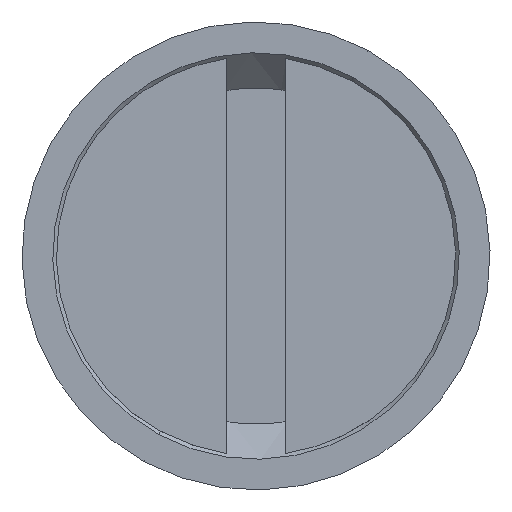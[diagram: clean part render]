
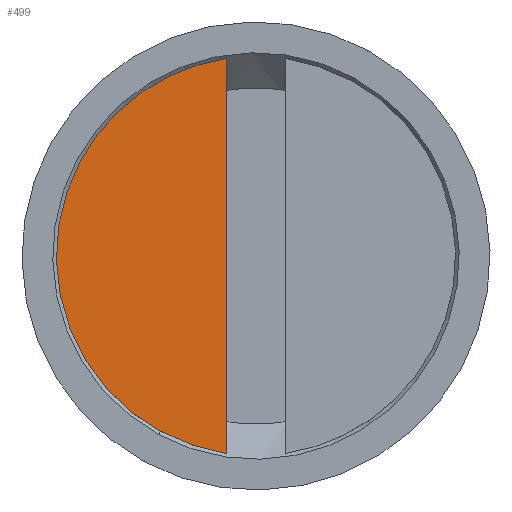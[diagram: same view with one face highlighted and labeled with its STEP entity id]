
A CAD part, top view. The second image highlights one B-rep face of the part: STEP entity #499.
In plain terms, the highlighted planar face has unit normal (0, 0, 1).
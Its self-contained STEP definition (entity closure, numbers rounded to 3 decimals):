
#338=AXIS2_PLACEMENT_3D('Circle Axis2P3D',#336,#337,$) ;
#480=AXIS2_PLACEMENT_3D('Plane Axis2P3D',#477,#478,#479) ;
#491=AXIS2_PLACEMENT_3D('Circle Axis2P3D',#489,#490,$) ;
#336=CARTESIAN_POINT('Axis2P3D Location',(3.224,3.224,6.)) ;
#340=CARTESIAN_POINT('Vertex',(2.824,0.504,6.)) ;
#342=CARTESIAN_POINT('Vertex',(0.811,4.543,6.)) ;
#477=CARTESIAN_POINT('Axis2P3D Location',(3.224,3.224,6.)) ;
#482=CARTESIAN_POINT('Line Origine',(2.824,3.224,6.)) ;
#486=CARTESIAN_POINT('Vertex',(2.824,5.945,6.)) ;
#489=CARTESIAN_POINT('Axis2P3D Location',(3.224,3.224,6.)) ;
#337=DIRECTION('Axis2P3D Direction',(-0.,-0.,-1.)) ;
#478=DIRECTION('Axis2P3D Direction',(-0.,-0.,-1.)) ;
#479=DIRECTION('Axis2P3D XDirection',(0.,-1.,0.)) ;
#483=DIRECTION('Vector Direction',(0.,1.,0.)) ;
#490=DIRECTION('Axis2P3D Direction',(-0.,-0.,-1.)) ;
#484=VECTOR('Line Direction',#483,1.) ;
#495=ORIENTED_EDGE('',*,*,#488,.T.) ;
#496=ORIENTED_EDGE('',*,*,#493,.F.) ;
#497=ORIENTED_EDGE('',*,*,#344,.F.) ;
#499=ADVANCED_FACE('Hauptk\X2\00F6\X0\rper',(#498),#481,.F.) ;
#339=CIRCLE('generated circle',#338,2.75) ;
#492=CIRCLE('generated circle',#491,2.75) ;
#344=EDGE_CURVE('',#341,#343,#339,.T.) ;
#488=EDGE_CURVE('',#341,#487,#485,.T.) ;
#493=EDGE_CURVE('',#343,#487,#492,.T.) ;
#494=EDGE_LOOP('',(#495,#496,#497)) ;
#498=FACE_OUTER_BOUND('',#494,.T.) ;
#485=LINE('Line',#482,#484) ;
#481=PLANE('',#480) ;
#341=VERTEX_POINT('',#340) ;
#343=VERTEX_POINT('',#342) ;
#487=VERTEX_POINT('',#486) ;
